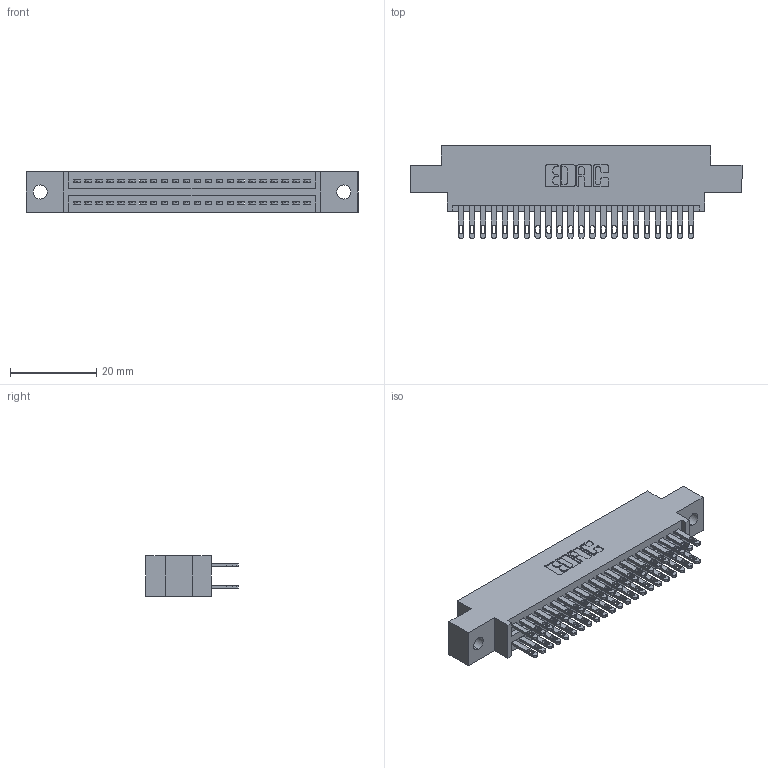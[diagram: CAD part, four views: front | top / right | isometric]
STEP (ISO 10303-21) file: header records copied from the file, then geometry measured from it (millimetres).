
FILE_DESCRIPTION (( 'STEP AP203' ), '1' );
FILE_NAME ('345-044-500-802.STEP', '2018-09-08T08:44:08', ( '' ), ( '' ), 'SwSTEP 2.0', 'SolidWorks 2016', '' );
FILE_SCHEMA (( 'CONFIG_CONTROL_DESIGN' ));
Length unit declared in the file: inch
Products named in the file (3): 345-044-500-802; 345 Part_0.170 Offset - 0.128 Dia; 345-292-001_345-293-100
Assembly tree (45 placements, depth 2):
  345-044-500-802
    345 Part_0.170 Offset - 0.128 Dia
    345-292-001_345-293-100  x44
Bounding box: 77.09 x 21.51 x 9.4 mm (x, y, z)
Volume: 7287.2 mm3; surface area: 10703.9 mm2
Topology: 45 solids, 45 shells, 2154 faces, 6557 edges, 4370 vertices
Faces by surface type: plane 1272, cylinder 882
Entity records: 20019 total; most frequent: CARTESIAN_POINT 3376, ORIENTED_EDGE 3310, DIRECTION 3003, EDGE_CURVE 1655, LINE 1431, VECTOR 1431, VERTEX_POINT 1102, AXIS2_PLACEMENT_3D 786
